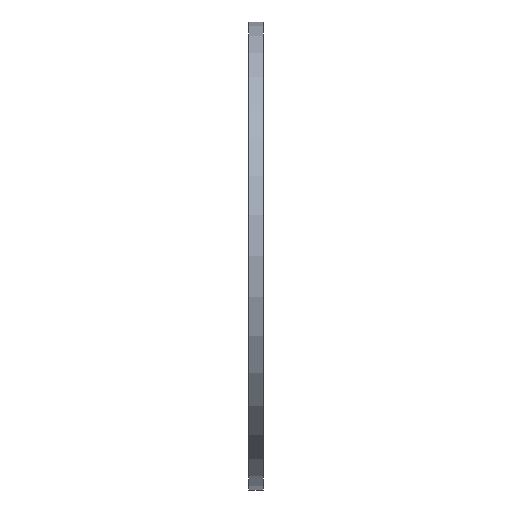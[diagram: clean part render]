
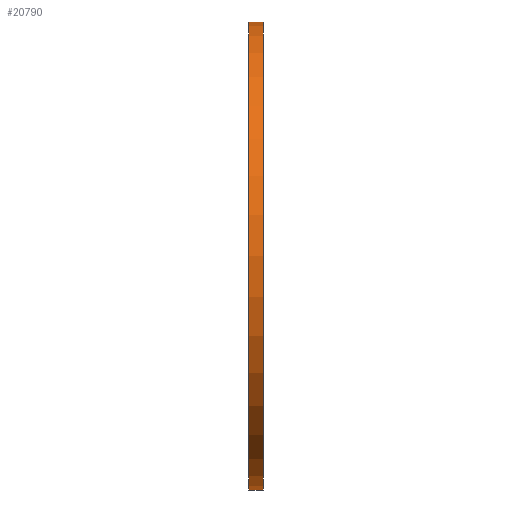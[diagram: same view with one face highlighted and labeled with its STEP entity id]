
A CAD part, front view. The second image highlights one B-rep face of the part: STEP entity #20790.
In plain terms, the highlighted cylindrical face has radius 50.775 mm (diameter 101.549 mm), a partial arc.
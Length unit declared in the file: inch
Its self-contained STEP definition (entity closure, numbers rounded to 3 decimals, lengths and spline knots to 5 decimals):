
#126=CARTESIAN_POINT('',(-0.0625,0.,0.));
#127=DIRECTION('',(1.,0.,0.));
#128=DIRECTION('',(0.,0.,1.));
#129=AXIS2_PLACEMENT_3D('',#126,#127,#128);
#5123=DIRECTION('',(1.,0.,0.));
#5124=VECTOR('',#5123,0.125);
#5125=CARTESIAN_POINT('',(-0.0625,0.,-1.999));
#5126=LINE('',#5125,#5124);
#5127=DIRECTION('',(1.,0.,0.));
#5128=VECTOR('',#5127,0.125);
#5129=CARTESIAN_POINT('',(-0.0625,0.,1.999));
#5130=LINE('',#5129,#5128);
#5136=CARTESIAN_POINT('',(0.0625,0.,0.));
#5137=DIRECTION('',(1.,0.,0.));
#5138=DIRECTION('',(0.,0.,1.));
#5139=AXIS2_PLACEMENT_3D('',#5136,#5137,#5138);
#15437=CARTESIAN_POINT('',(-0.0625,0.,-1.999));
#15438=CARTESIAN_POINT('',(-0.0625,0.,1.999));
#15439=VERTEX_POINT('',#15437);
#15440=VERTEX_POINT('',#15438);
#15441=CARTESIAN_POINT('',(0.0625,0.,-1.999));
#15442=CARTESIAN_POINT('',(0.0625,0.,1.999));
#15443=VERTEX_POINT('',#15441);
#15444=VERTEX_POINT('',#15442);
#20778=CARTESIAN_POINT('',(-0.0625,0.,0.));
#20779=DIRECTION('',(1.,0.,0.));
#20780=DIRECTION('',(0.,0.,-1.));
#20781=AXIS2_PLACEMENT_3D('',#20778,#20779,#20780);
#20782=CYLINDRICAL_SURFACE('',#20781,1.999);
#20783=ORIENTED_EDGE('',*,*,#18884,.F.);
#20784=ORIENTED_EDGE('',*,*,#20773,.T.);
#20786=ORIENTED_EDGE('',*,*,#20785,.T.);
#20787=ORIENTED_EDGE('',*,*,#20769,.F.);
#20788=EDGE_LOOP('',(#20783,#20784,#20786,#20787));
#20789=FACE_OUTER_BOUND('',#20788,.F.);
#130=CIRCLE('',#129,1.999);
#5140=CIRCLE('',#5139,1.999);
#18884=EDGE_CURVE('',#15440,#15439,#130,.T.);
#20769=EDGE_CURVE('',#15439,#15443,#5126,.T.);
#20773=EDGE_CURVE('',#15440,#15444,#5130,.T.);
#20785=EDGE_CURVE('',#15444,#15443,#5140,.T.);
#20790=ADVANCED_FACE('',(#20789),#20782,.T.);
